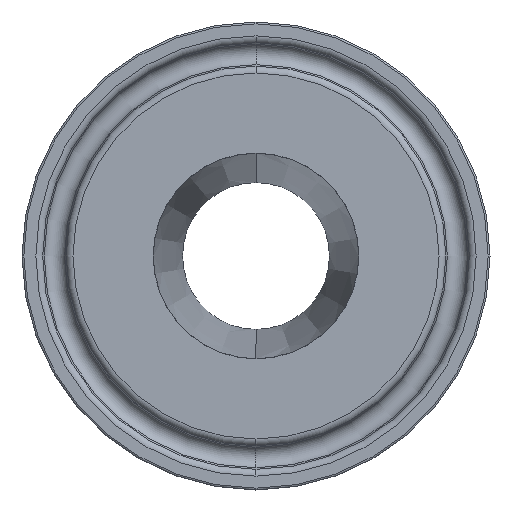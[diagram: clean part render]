
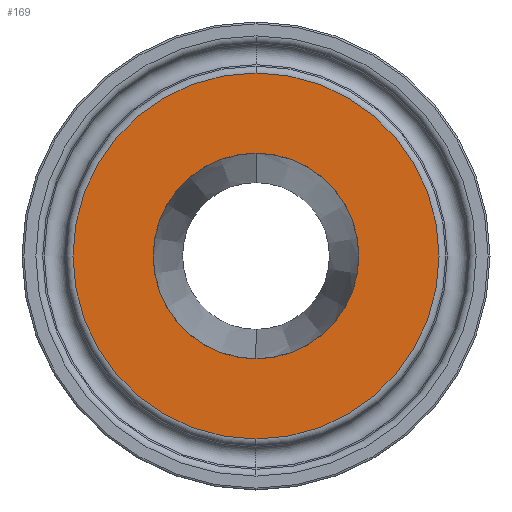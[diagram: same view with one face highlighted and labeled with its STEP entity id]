
A CAD part, left-side view. The second image highlights one B-rep face of the part: STEP entity #169.
In plain terms, the highlighted planar face has unit normal (-1, 0, 0).
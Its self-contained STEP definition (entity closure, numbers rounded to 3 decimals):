
#5 = CARTESIAN_POINT ( 'NONE',  ( 0., 0., -19.747 ) ) ;
#14 = DIRECTION ( 'NONE',  ( 0., 0., 1. ) ) ;
#121 = VERTEX_POINT ( 'NONE', #166 ) ;
#166 = CARTESIAN_POINT ( 'NONE',  ( 0., 0., -11.1 ) ) ;
#169 = ADVANCED_FACE ( 'NONE', ( #451, #597 ), #1114, .F. ) ;
#269 = CARTESIAN_POINT ( 'NONE',  ( 0., 0., 0. ) ) ;
#335 = DIRECTION ( 'NONE',  ( 0., 0., -1. ) ) ;
#378 = EDGE_CURVE ( 'NONE', #620, #839, #717, .T. ) ;
#382 = CARTESIAN_POINT ( 'NONE',  ( 0., 0., 0. ) ) ;
#388 = ORIENTED_EDGE ( 'NONE', *, *, #1597, .F. ) ;
#401 = CIRCLE ( 'NONE', #1371, 11.1 ) ;
#404 = AXIS2_PLACEMENT_3D ( 'NONE', #462, #984, #335 ) ;
#443 = DIRECTION ( 'NONE',  ( 0., 0., 1. ) ) ;
#451 = FACE_BOUND ( 'NONE', #1250, .T. ) ;
#462 = CARTESIAN_POINT ( 'NONE',  ( 0., 19.747, 0. ) ) ;
#479 = DIRECTION ( 'NONE',  ( -1., 0., 0. ) ) ;
#597 = FACE_OUTER_BOUND ( 'NONE', #1555, .T. ) ;
#620 = VERTEX_POINT ( 'NONE', #5 ) ;
#648 = CARTESIAN_POINT ( 'NONE',  ( 0., 0., 11.1 ) ) ;
#670 = DIRECTION ( 'NONE',  ( -1., 0., 0. ) ) ;
#717 = CIRCLE ( 'NONE', #775, 19.747 ) ;
#775 = AXIS2_PLACEMENT_3D ( 'NONE', #269, #670, #14 ) ;
#836 = CARTESIAN_POINT ( 'NONE',  ( 0., 0., 19.747 ) ) ;
#839 = VERTEX_POINT ( 'NONE', #836 ) ;
#893 = DIRECTION ( 'NONE',  ( -1., 0., 0. ) ) ;
#898 = AXIS2_PLACEMENT_3D ( 'NONE', #1229, #1632, #443 ) ;
#926 = EDGE_CURVE ( 'NONE', #839, #620, #1647, .T. ) ;
#984 = DIRECTION ( 'NONE',  ( 1., 0., 0. ) ) ;
#1027 = VERTEX_POINT ( 'NONE', #648 ) ;
#1069 = ORIENTED_EDGE ( 'NONE', *, *, #926, .T. ) ;
#1114 = PLANE ( 'NONE',  #404 ) ;
#1229 = CARTESIAN_POINT ( 'NONE',  ( 0., 0., 0. ) ) ;
#1250 = EDGE_LOOP ( 'NONE', ( #388, #1580 ) ) ;
#1275 = CIRCLE ( 'NONE', #1635, 11.1 ) ;
#1288 = ORIENTED_EDGE ( 'NONE', *, *, #378, .T. ) ;
#1371 = AXIS2_PLACEMENT_3D ( 'NONE', #1403, #893, #1409 ) ;
#1376 = EDGE_CURVE ( 'NONE', #121, #1027, #401, .T. ) ;
#1403 = CARTESIAN_POINT ( 'NONE',  ( 0., 0., 0. ) ) ;
#1409 = DIRECTION ( 'NONE',  ( 0., 0., 1. ) ) ;
#1555 = EDGE_LOOP ( 'NONE', ( #1069, #1288 ) ) ;
#1575 = DIRECTION ( 'NONE',  ( 0., 0., 1. ) ) ;
#1580 = ORIENTED_EDGE ( 'NONE', *, *, #1376, .F. ) ;
#1597 = EDGE_CURVE ( 'NONE', #1027, #121, #1275, .T. ) ;
#1632 = DIRECTION ( 'NONE',  ( -1., 0., 0. ) ) ;
#1635 = AXIS2_PLACEMENT_3D ( 'NONE', #382, #479, #1575 ) ;
#1647 = CIRCLE ( 'NONE', #898, 19.747 ) ;
